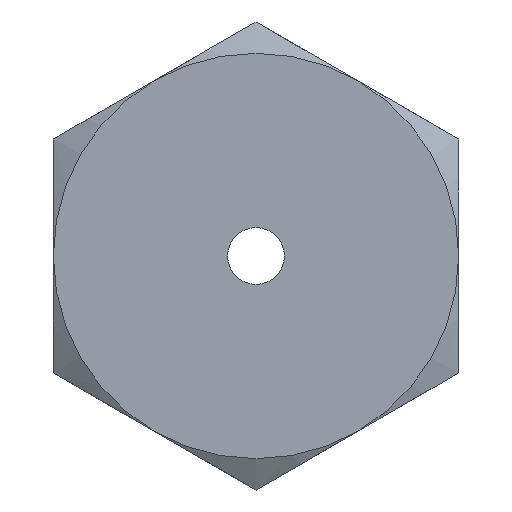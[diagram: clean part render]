
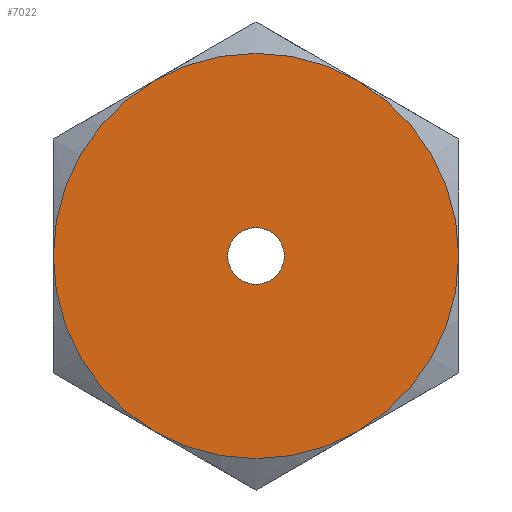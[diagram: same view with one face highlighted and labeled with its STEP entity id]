
A CAD part, left-side view. The second image highlights one B-rep face of the part: STEP entity #7022.
In plain terms, the highlighted planar face has unit normal (-1, 0, 0).
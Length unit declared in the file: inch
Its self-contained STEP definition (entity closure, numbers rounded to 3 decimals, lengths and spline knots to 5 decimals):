
#3351=CARTESIAN_POINT('',(-0.22,0.125,
-0.21651));
#3366=CARTESIAN_POINT('',(-0.22,0.25,
0.));
#3395=CARTESIAN_POINT('',(-0.22,0.125,
0.21651));
#3410=CARTESIAN_POINT('',(-0.22,0.,0.));
#3411=DIRECTION('',(-1.,0.,0.));
#3412=DIRECTION('',(0.,1.,0.));
#3413=AXIS2_PLACEMENT_3D('',#3410,#3411,#3412);
#3415=CARTESIAN_POINT('',(-0.22,0.,0.));
#3416=DIRECTION('',(-1.,0.,0.));
#3417=DIRECTION('',(0.,0.5,0.866));
#3418=AXIS2_PLACEMENT_3D('',#3415,#3416,#3417);
#3420=CARTESIAN_POINT('',(-0.22,0.,0.));
#3421=DIRECTION('',(-1.,0.,0.));
#3422=DIRECTION('',(0.,-0.5,0.866));
#3423=AXIS2_PLACEMENT_3D('',#3420,#3421,#3422);
#3425=CARTESIAN_POINT('',(-0.22,0.,0.));
#3426=DIRECTION('',(-1.,0.,0.));
#3427=DIRECTION('',(0.,-1.,0.));
#3428=AXIS2_PLACEMENT_3D('',#3425,#3426,#3427);
#3430=CARTESIAN_POINT('',(-0.22,0.,0.));
#3431=DIRECTION('',(-1.,0.,0.));
#3432=DIRECTION('',(0.,-0.5,-0.866));
#3433=AXIS2_PLACEMENT_3D('',#3430,#3431,#3432);
#3435=CARTESIAN_POINT('',(-0.22,0.,0.));
#3436=DIRECTION('',(-1.,0.,0.));
#3437=DIRECTION('',(0.,0.5,-0.866));
#3438=AXIS2_PLACEMENT_3D('',#3435,#3436,#3437);
#3440=CARTESIAN_POINT('',(-0.22,0.,0.));
#3441=DIRECTION('',(1.,0.,0.));
#3442=DIRECTION('',(0.,-1.,0.));
#3443=AXIS2_PLACEMENT_3D('',#3440,#3441,#3442);
#3445=CARTESIAN_POINT('',(-0.22,0.,0.));
#3446=DIRECTION('',(1.,0.,0.));
#3447=DIRECTION('',(0.,1.,0.));
#3448=AXIS2_PLACEMENT_3D('',#3445,#3446,#3447);
#3465=CARTESIAN_POINT('',(-0.22,-0.125,
0.21651));
#3487=CARTESIAN_POINT('',(-0.22,-0.25,
0.));
#3509=CARTESIAN_POINT('',(-0.22,-0.125,
-0.21651));
#3669=VERTEX_POINT('',#3351);
#3671=VERTEX_POINT('',#3366);
#3674=VERTEX_POINT('',#3395);
#3676=VERTEX_POINT('',#3465);
#3678=VERTEX_POINT('',#3487);
#3679=VERTEX_POINT('',#3509);
#3684=CARTESIAN_POINT('',(-0.22,-0.035,0.));
#3685=CARTESIAN_POINT('',(-0.22,0.035,0.));
#3686=VERTEX_POINT('',#3684);
#3687=VERTEX_POINT('',#3685);
#7003=CARTESIAN_POINT('',(-0.22,0.,0.));
#7004=DIRECTION('',(1.,0.,0.));
#7005=DIRECTION('',(0.,1.,0.));
#7006=AXIS2_PLACEMENT_3D('',#7003,#7004,#7005);
#7007=PLANE('',#7006);
#7008=ORIENTED_EDGE('',*,*,#6901,.F.);
#7009=ORIENTED_EDGE('',*,*,#6971,.F.);
#7010=ORIENTED_EDGE('',*,*,#6984,.F.);
#7011=ORIENTED_EDGE('',*,*,#6998,.F.);
#7012=ORIENTED_EDGE('',*,*,#6928,.F.);
#7013=ORIENTED_EDGE('',*,*,#6912,.F.);
#7014=EDGE_LOOP('',(#7008,#7009,#7010,#7011,#7012,#7013));
#7015=FACE_OUTER_BOUND('',#7014,.F.);
#7017=ORIENTED_EDGE('',*,*,#7016,.F.);
#7019=ORIENTED_EDGE('',*,*,#7018,.F.);
#7020=EDGE_LOOP('',(#7017,#7019));
#7021=FACE_BOUND('',#7020,.F.);
#3414=CIRCLE('',#3413,0.25);
#3419=CIRCLE('',#3418,0.25);
#3424=CIRCLE('',#3423,0.25);
#3429=CIRCLE('',#3428,0.25);
#3434=CIRCLE('',#3433,0.25);
#3439=CIRCLE('',#3438,0.25);
#3444=CIRCLE('',#3443,0.035);
#3449=CIRCLE('',#3448,0.035);
#6901=EDGE_CURVE('',#3671,#3669,#3414,.T.);
#6912=EDGE_CURVE('',#3669,#3679,#3439,.T.);
#6928=EDGE_CURVE('',#3679,#3678,#3434,.T.);
#6971=EDGE_CURVE('',#3674,#3671,#3419,.T.);
#6984=EDGE_CURVE('',#3676,#3674,#3424,.T.);
#6998=EDGE_CURVE('',#3678,#3676,#3429,.T.);
#7016=EDGE_CURVE('',#3686,#3687,#3444,.T.);
#7018=EDGE_CURVE('',#3687,#3686,#3449,.T.);
#7022=ADVANCED_FACE('',(#7015,#7021),#7007,.F.);
